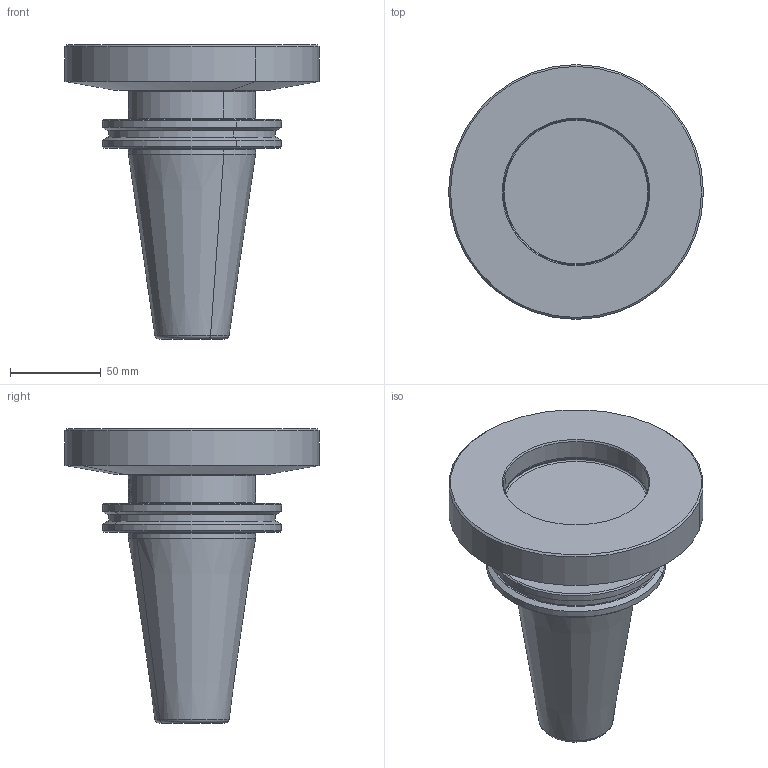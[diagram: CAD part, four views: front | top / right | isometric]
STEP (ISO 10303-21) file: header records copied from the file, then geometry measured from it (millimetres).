
FILE_DESCRIPTION((''),'2;1');
FILE_NAME('30320140-CD1','2012-09-19T',('brunnert'),(''),'PRO/ENGINEER BY PARAMETRIC TECHNOLOGY CORPORATION, 2011220','PRO/ENGINEER BY PARAMETRIC TECHNOLOGY CORPORATION, 2011220','');
FILE_SCHEMA(('AUTOMOTIVE_DESIGN_CC2 { 1 2 10303 214 -1 1 5 2 }'));
Length unit declared in the file: millimetre
Products named in the file (1): 30320140-CD1
Bounding box: 140 x 140 x 161.6 mm (x, y, z)
Volume: 723095.2 mm3; surface area: 75521.6 mm2
Topology: 1 solids, 1 shells, 468 faces, 1364 edges, 934 vertices
Faces by surface type: plane 393, cylinder 38, cone 18, torus 12, extrusion 7
Entity records: 20088 total; most frequent: CARTESIAN_POINT 4414, ORIENTED_EDGE 2564, DIRECTION 1811, PRESENTATION_STYLE_ASSIGNMENT 1412, STYLED_ITEM 1398, CURVE_STYLE 1382, EDGE_CURVE 1282, VERTEX_POINT 844
